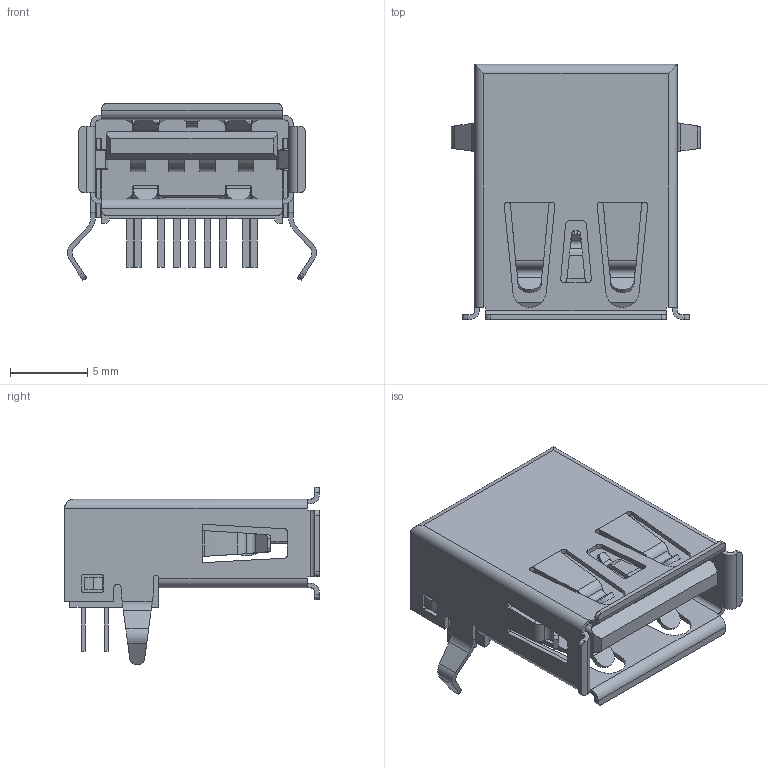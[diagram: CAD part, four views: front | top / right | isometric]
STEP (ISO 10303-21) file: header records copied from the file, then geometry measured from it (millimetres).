
FILE_DESCRIPTION((''),'2;1');
FILE_NAME('TYCO_1932258-1.stp','2013-06-27T13:35:55',(''),(''),'Mechanical Desktop 2011','Mechanical Desktop 2011',', , ');
FILE_SCHEMA(('AUTOMOTIVE_DESIGN { 1 2 10303 214 1 1 1 1 }'));
Length unit declared in the file: millimetre
Products named in the file (1): Product
Bounding box: 16.1 x 16.48 x 11.45 mm (x, y, z)
Volume: 831 mm3; surface area: 2083.6 mm2
Topology: 16 solids, 16 shells, 458 faces, 1170 edges, 744 vertices
Faces by surface type: plane 210, cylinder 120, bspline 116, cone 12
Entity records: 15487 total; most frequent: CARTESIAN_POINT 4724, ORIENTED_EDGE 2340, DIRECTION 1960, EDGE_CURVE 1170, VECTOR 842, LINE 842, VERTEX_POINT 744, AXIS2_PLACEMENT_3D 559
